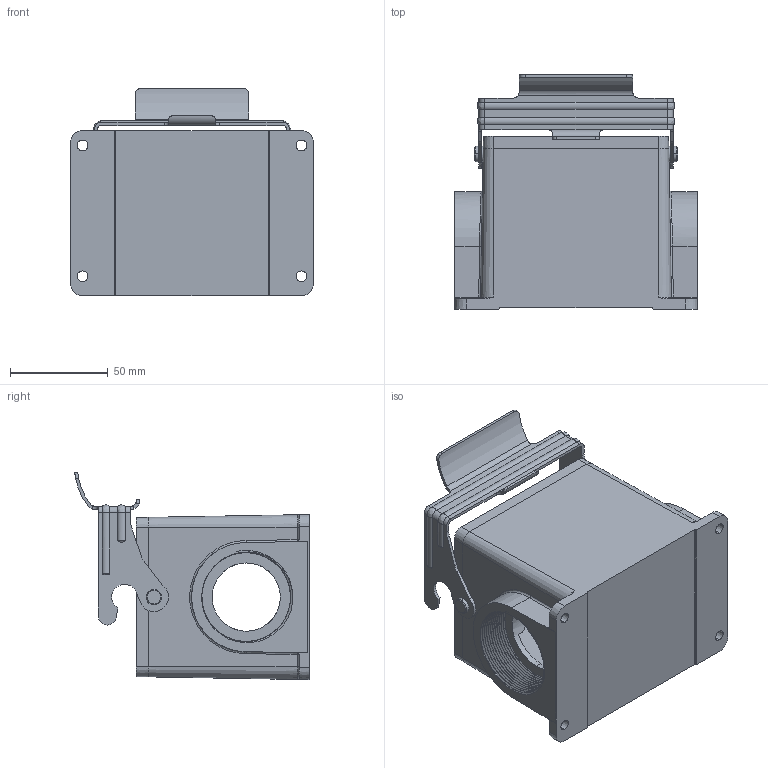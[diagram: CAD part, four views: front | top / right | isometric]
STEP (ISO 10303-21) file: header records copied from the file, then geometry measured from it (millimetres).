
FILE_DESCRIPTION (( 'STEP AP214' ), '1' );
FILE_NAME ('ZP-MC32B-2-SSM36M.step', '2015-08-12T18:08:07', ( '' ), ( '' ), 'SwSTEP 2.0', 'SolidWorks 2014', '' );
FILE_SCHEMA (( 'AUTOMOTIVE_DESIGN' ));
Length unit declared in the file: millimetre
Products named in the file (1): ZP-MC32B-2-SSM36M
Bounding box: 124.33 x 119.98 x 106.15 mm (x, y, z)
Volume: 259405.7 mm3; surface area: 99643.2 mm2
Topology: 1 solids, 1 shells, 317 faces, 859 edges, 551 vertices
Faces by surface type: cylinder 140, plane 111, cone 36, bspline 22, sphere 4, torus 4
Entity records: 16945 total; most frequent: CARTESIAN_POINT 7246, ORIENTED_EDGE 1710, DIRECTION 1475, EDGE_CURVE 855, VERTEX_POINT 551, AXIS2_PLACEMENT_3D 516, VECTOR 443, LINE 443
